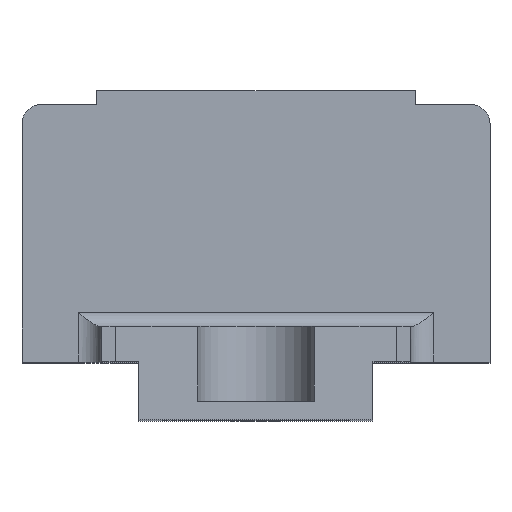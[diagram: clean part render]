
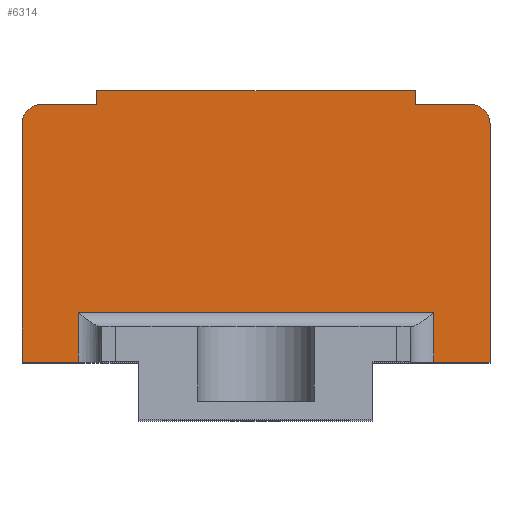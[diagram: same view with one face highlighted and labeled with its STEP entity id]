
A CAD part, top view. The second image highlights one B-rep face of the part: STEP entity #6314.
In plain terms, the highlighted planar face has unit normal (0, 0, 1).
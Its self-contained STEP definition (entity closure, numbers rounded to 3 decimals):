
#315=DIRECTION('',(0.,1.,0.));
#316=VECTOR('',#315,5.3);
#317=CARTESIAN_POINT('',(19.,6.2,74.6));
#318=LINE('',#317,#316);
#333=CARTESIAN_POINT('',(23.,31.7,74.6));
#334=DIRECTION('',(0.,0.,1.));
#335=DIRECTION('',(1.,0.,0.));
#336=AXIS2_PLACEMENT_3D('',#333,#334,#335);
#338=DIRECTION('',(0.,-1.,0.));
#339=VECTOR('',#338,25.5);
#340=CARTESIAN_POINT('',(25.,31.7,74.6));
#341=LINE('',#340,#339);
#342=DIRECTION('',(-1.,0.,0.));
#343=VECTOR('',#342,6.);
#344=CARTESIAN_POINT('',(25.,6.2,74.6));
#345=LINE('',#344,#343);
#346=DIRECTION('',(-1.,0.,0.));
#347=VECTOR('',#346,6.);
#348=CARTESIAN_POINT('',(-19.,6.2,74.6));
#349=LINE('',#348,#347);
#350=DIRECTION('',(0.,1.,0.));
#351=VECTOR('',#350,25.5);
#352=CARTESIAN_POINT('',(-25.,6.2,74.6));
#353=LINE('',#352,#351);
#354=CARTESIAN_POINT('',(-23.,31.7,74.6));
#355=DIRECTION('',(0.,0.,1.));
#356=DIRECTION('',(0.,1.,0.));
#357=AXIS2_PLACEMENT_3D('',#354,#355,#356);
#359=DIRECTION('',(1.,0.,0.));
#360=VECTOR('',#359,6.);
#361=CARTESIAN_POINT('',(-23.,33.7,74.6));
#362=LINE('',#361,#360);
#363=DIRECTION('',(0.,1.,0.));
#364=VECTOR('',#363,1.5);
#365=CARTESIAN_POINT('',(-17.,33.7,74.6));
#366=LINE('',#365,#364);
#367=DIRECTION('',(1.,0.,0.));
#368=VECTOR('',#367,34.);
#369=CARTESIAN_POINT('',(-17.,35.2,74.6));
#370=LINE('',#369,#368);
#371=DIRECTION('',(0.,-1.,0.));
#372=VECTOR('',#371,1.5);
#373=CARTESIAN_POINT('',(17.,35.2,74.6));
#374=LINE('',#373,#372);
#375=DIRECTION('',(1.,0.,0.));
#376=VECTOR('',#375,6.);
#377=CARTESIAN_POINT('',(17.,33.7,74.6));
#378=LINE('',#377,#376);
#467=DIRECTION('',(0.,1.,0.));
#468=VECTOR('',#467,5.3);
#469=CARTESIAN_POINT('',(-19.,6.2,74.6));
#470=LINE('',#469,#468);
#505=DIRECTION('',(1.,0.,0.));
#506=VECTOR('',#505,38.);
#507=CARTESIAN_POINT('',(-19.,11.5,74.6));
#508=LINE('',#507,#506);
#4793=CARTESIAN_POINT('',(-17.,35.2,74.6));
#4794=CARTESIAN_POINT('',(17.,35.2,74.6));
#4795=VERTEX_POINT('',#4793);
#4796=VERTEX_POINT('',#4794);
#4801=CARTESIAN_POINT('',(25.,6.2,74.6));
#4803=VERTEX_POINT('',#4801);
#4805=CARTESIAN_POINT('',(-25.,6.2,74.6));
#4807=VERTEX_POINT('',#4805);
#4957=CARTESIAN_POINT('',(19.,6.2,74.6));
#4958=VERTEX_POINT('',#4957);
#4963=CARTESIAN_POINT('',(-19.,6.2,74.6));
#4964=VERTEX_POINT('',#4963);
#4969=CARTESIAN_POINT('',(-19.,11.5,74.6));
#4970=CARTESIAN_POINT('',(19.,11.5,74.6));
#4971=VERTEX_POINT('',#4969);
#4972=VERTEX_POINT('',#4970);
#5045=CARTESIAN_POINT('',(-17.,33.7,74.6));
#5046=VERTEX_POINT('',#5045);
#5047=CARTESIAN_POINT('',(17.,33.7,74.6));
#5048=VERTEX_POINT('',#5047);
#5251=CARTESIAN_POINT('',(25.,31.7,74.6));
#5252=CARTESIAN_POINT('',(23.,33.7,74.6));
#5253=VERTEX_POINT('',#5251);
#5254=VERTEX_POINT('',#5252);
#5259=CARTESIAN_POINT('',(-23.,33.7,74.6));
#5260=CARTESIAN_POINT('',(-25.,31.7,74.6));
#5261=VERTEX_POINT('',#5259);
#5262=VERTEX_POINT('',#5260);
#6281=CARTESIAN_POINT('',(0.,0.,74.6));
#6282=DIRECTION('',(0.,0.,-1.));
#6283=DIRECTION('',(-1.,0.,0.));
#6284=AXIS2_PLACEMENT_3D('',#6281,#6282,#6283);
#6285=PLANE('',#6284);
#6287=ORIENTED_EDGE('',*,*,#6286,.F.);
#6289=ORIENTED_EDGE('',*,*,#6288,.T.);
#6290=ORIENTED_EDGE('',*,*,#6217,.T.);
#6291=ORIENTED_EDGE('',*,*,#6271,.T.);
#6293=ORIENTED_EDGE('',*,*,#6292,.F.);
#6295=ORIENTED_EDGE('',*,*,#6294,.F.);
#6297=ORIENTED_EDGE('',*,*,#6296,.T.);
#6299=ORIENTED_EDGE('',*,*,#6298,.T.);
#6301=ORIENTED_EDGE('',*,*,#6300,.F.);
#6303=ORIENTED_EDGE('',*,*,#6302,.T.);
#6305=ORIENTED_EDGE('',*,*,#6304,.T.);
#6307=ORIENTED_EDGE('',*,*,#6306,.T.);
#6309=ORIENTED_EDGE('',*,*,#6308,.T.);
#6311=ORIENTED_EDGE('',*,*,#6310,.T.);
#6312=EDGE_LOOP('',(#6287,#6289,#6290,#6291,#6293,#6295,#6297,#6299,#6301,#6303,
#6305,#6307,#6309,#6311));
#6313=FACE_OUTER_BOUND('',#6312,.F.);
#6314=ADVANCED_FACE('',(#6313),#6285,.F.);
#337=CIRCLE('',#336,2.);
#358=CIRCLE('',#357,2.);
#6217=EDGE_CURVE('',#4803,#4958,#345,.T.);
#6271=EDGE_CURVE('',#4958,#4972,#318,.T.);
#6286=EDGE_CURVE('',#5253,#5254,#337,.T.);
#6288=EDGE_CURVE('',#5253,#4803,#341,.T.);
#6292=EDGE_CURVE('',#4971,#4972,#508,.T.);
#6294=EDGE_CURVE('',#4964,#4971,#470,.T.);
#6296=EDGE_CURVE('',#4964,#4807,#349,.T.);
#6298=EDGE_CURVE('',#4807,#5262,#353,.T.);
#6300=EDGE_CURVE('',#5261,#5262,#358,.T.);
#6302=EDGE_CURVE('',#5261,#5046,#362,.T.);
#6304=EDGE_CURVE('',#5046,#4795,#366,.T.);
#6306=EDGE_CURVE('',#4795,#4796,#370,.T.);
#6308=EDGE_CURVE('',#4796,#5048,#374,.T.);
#6310=EDGE_CURVE('',#5048,#5254,#378,.T.);
